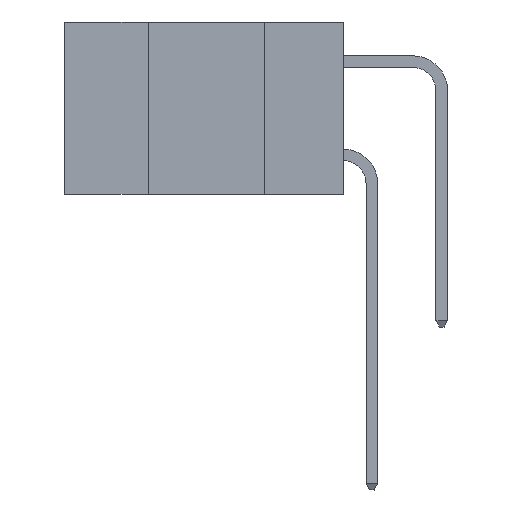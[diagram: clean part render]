
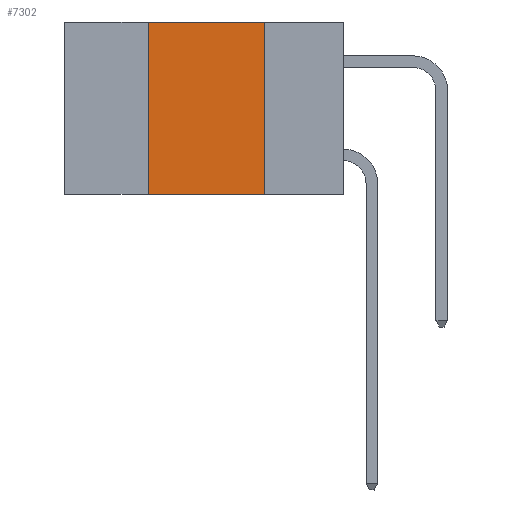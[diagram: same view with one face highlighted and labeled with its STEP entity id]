
A CAD part, left-side view. The second image highlights one B-rep face of the part: STEP entity #7302.
In plain terms, the highlighted planar face has unit normal (-1, 0, 0).
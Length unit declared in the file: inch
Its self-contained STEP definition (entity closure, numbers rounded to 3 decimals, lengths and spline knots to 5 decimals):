
#222 = VERTEX_POINT ( 'NONE', #14181 ) ;
#1397 = LINE ( 'NONE', #16713, #16777 ) ;
#2910 = VERTEX_POINT ( 'NONE', #19042 ) ;
#3177 = EDGE_CURVE ( 'NONE', #16963, #2910, #4173, .T. ) ;
#3243 = VECTOR ( 'NONE', #16242, 39.37008 ) ;
#4173 = LINE ( 'NONE', #6289, #8181 ) ;
#4301 = ORIENTED_EDGE ( 'NONE', *, *, #5450, .F. ) ;
#5326 = ORIENTED_EDGE ( 'NONE', *, *, #3177, .F. ) ;
#5450 = EDGE_CURVE ( 'NONE', #17790, #222, #11778, .T. ) ;
#6207 = DIRECTION ( 'NONE',  ( 0., 0., 1. ) ) ;
#6289 = CARTESIAN_POINT ( 'NONE',  ( 0., 0.42, 0. ) ) ;
#6618 = FACE_OUTER_BOUND ( 'NONE', #19303, .T. ) ;
#7302 = ADVANCED_FACE ( 'NONE', ( #6618 ), #20590, .F. ) ;
#8181 = VECTOR ( 'NONE', #6207, 39.37008 ) ;
#8612 = EDGE_CURVE ( 'NONE', #16963, #222, #1397, .T. ) ;
#9078 = LINE ( 'NONE', #22297, #11051 ) ;
#9699 = DIRECTION ( 'NONE',  ( 0., -1., 0. ) ) ;
#11051 = VECTOR ( 'NONE', #9699, 39.37008 ) ;
#11081 = CARTESIAN_POINT ( 'NONE',  ( 0., 0.6, 0. ) ) ;
#11551 = DIRECTION ( 'NONE',  ( 0., 0., -1. ) ) ;
#11778 = LINE ( 'NONE', #12912, #3243 ) ;
#12912 = CARTESIAN_POINT ( 'NONE',  ( 0., 0.17, 0. ) ) ;
#14181 = CARTESIAN_POINT ( 'NONE',  ( 0., 0.17, -0.37 ) ) ;
#15447 = AXIS2_PLACEMENT_3D ( 'NONE', #11081, #22413, #11551 ) ;
#16242 = DIRECTION ( 'NONE',  ( 0., 0., -1. ) ) ;
#16713 = CARTESIAN_POINT ( 'NONE',  ( 0., 0.6, -0.37 ) ) ;
#16777 = VECTOR ( 'NONE', #20373, 39.37008 ) ;
#16963 = VERTEX_POINT ( 'NONE', #17040 ) ;
#17040 = CARTESIAN_POINT ( 'NONE',  ( 0., 0.42, -0.37 ) ) ;
#17176 = ORIENTED_EDGE ( 'NONE', *, *, #8612, .T. ) ;
#17790 = VERTEX_POINT ( 'NONE', #19894 ) ;
#18469 = EDGE_CURVE ( 'NONE', #2910, #17790, #9078, .T. ) ;
#18969 = ORIENTED_EDGE ( 'NONE', *, *, #18469, .F. ) ;
#19042 = CARTESIAN_POINT ( 'NONE',  ( 0., 0.42, 0. ) ) ;
#19303 = EDGE_LOOP ( 'NONE', ( #4301, #18969, #5326, #17176 ) ) ;
#19894 = CARTESIAN_POINT ( 'NONE',  ( 0., 0.17, 0. ) ) ;
#20373 = DIRECTION ( 'NONE',  ( 0., -1., 0. ) ) ;
#20590 = PLANE ( 'NONE',  #15447 ) ;
#22297 = CARTESIAN_POINT ( 'NONE',  ( 0., 0.6, 0. ) ) ;
#22413 = DIRECTION ( 'NONE',  ( 1., 0., 0. ) ) ;
